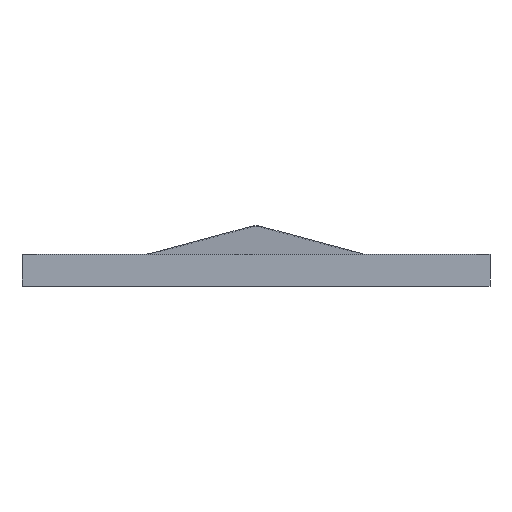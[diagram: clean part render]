
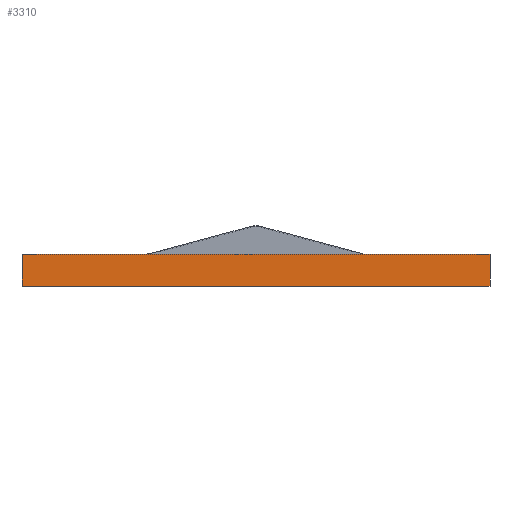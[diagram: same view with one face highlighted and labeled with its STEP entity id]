
A CAD part, front view. The second image highlights one B-rep face of the part: STEP entity #3310.
In plain terms, the highlighted planar face has unit normal (0, -1, 0).
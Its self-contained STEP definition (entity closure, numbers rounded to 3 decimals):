
#586=FACE_OUTER_BOUND('',#792,.T.);
#792=EDGE_LOOP('',(#2904,#2905,#2906,#2907));
#996=LINE('',#8320,#1238);
#1008=LINE('',#8361,#1250);
#1014=LINE('',#8373,#1256);
#1045=LINE('',#9765,#1287);
#1238=VECTOR('',#3795,25.4);
#1250=VECTOR('',#3833,10.);
#1256=VECTOR('',#3843,10.);
#1287=VECTOR('',#3978,10.);
#1516=VERTEX_POINT('',#8317);
#1517=VERTEX_POINT('',#8319);
#1533=VERTEX_POINT('',#8360);
#1536=VERTEX_POINT('',#8370);
#1931=EDGE_CURVE('',#1517,#1516,#996,.T.);
#1951=EDGE_CURVE('',#1517,#1533,#1008,.T.);
#1957=EDGE_CURVE('',#1516,#1536,#1014,.T.);
#2044=EDGE_CURVE('',#1533,#1536,#1045,.T.);
#2904=ORIENTED_EDGE('',*,*,#1931,.T.);
#2905=ORIENTED_EDGE('',*,*,#1957,.T.);
#2906=ORIENTED_EDGE('',*,*,#2044,.F.);
#2907=ORIENTED_EDGE('',*,*,#1951,.F.);
#3137=PLANE('',#3490);
#3310=ADVANCED_FACE('',(#586),#3137,.T.);
#3490=AXIS2_PLACEMENT_3D('',#9792,#3998,#3999);
#3795=DIRECTION('',(1.,0.,0.));
#3833=DIRECTION('',(0.,0.,1.));
#3843=DIRECTION('',(0.,0.,1.));
#3978=DIRECTION('',(1.,0.,0.));
#3998=DIRECTION('center_axis',(0.,-1.,0.));
#3999=DIRECTION('ref_axis',(1.,0.,0.));
#8317=CARTESIAN_POINT('',(35.02,8.7,-0.508));
#8319=CARTESIAN_POINT('',(-5.62,8.7,-0.508));
#8320=CARTESIAN_POINT('',(27.4,8.7,-0.508));
#8360=CARTESIAN_POINT('',(-5.62,8.7,2.25));
#8361=CARTESIAN_POINT('',(-5.62,8.7,-0.508));
#8370=CARTESIAN_POINT('',(35.02,8.7,2.25));
#8373=CARTESIAN_POINT('',(35.02,8.7,-0.508));
#9765=CARTESIAN_POINT('',(21.05,8.7,2.25));
#9792=CARTESIAN_POINT('Origin',(27.4,8.7,6.8));
